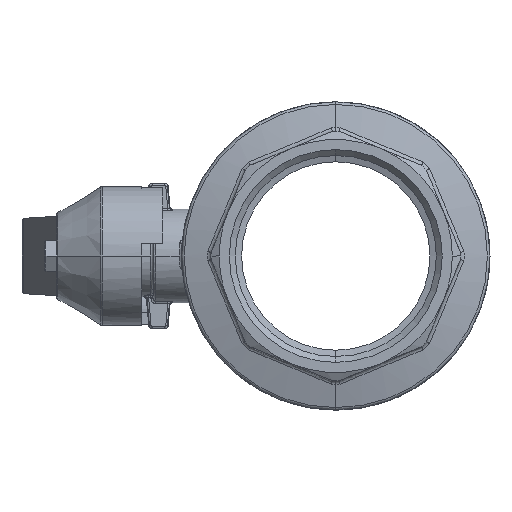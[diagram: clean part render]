
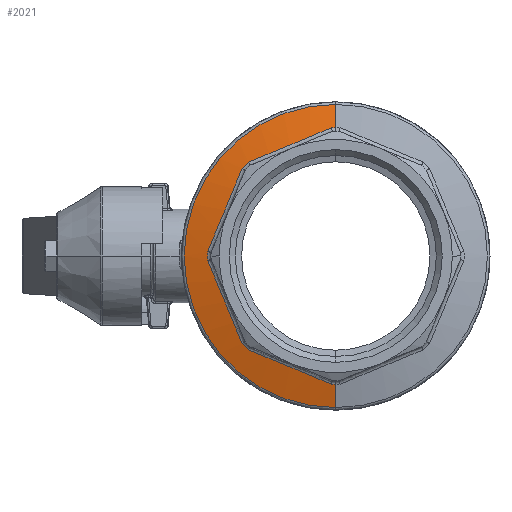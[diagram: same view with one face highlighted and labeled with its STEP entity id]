
A CAD part, left-side view. The second image highlights one B-rep face of the part: STEP entity #2021.
In plain terms, the highlighted conical face has half-angle 75.041 degrees and reference radius 52.846 mm.
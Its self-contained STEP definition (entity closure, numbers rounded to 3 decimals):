
#2021=ADVANCED_FACE('',(#4731),#4732,.T.);
#4731=FACE_OUTER_BOUND('',#12852,.T.);
#4732=CONICAL_SURFACE('',#12853,52.846,1.31);
#12852=EDGE_LOOP('',(#22631,#22632,#22633,#22634,#22635,#22636,#22637,#22638,#22639,#22640,#22641,#22642));
#12853=AXIS2_PLACEMENT_3D('',#22643,#22644,#22645);
#22631=ORIENTED_EDGE('',*,*,#28891,.T.);
#22632=ORIENTED_EDGE('',*,*,#28163,.T.);
#22633=ORIENTED_EDGE('',*,*,#28901,.T.);
#22634=ORIENTED_EDGE('',*,*,#28913,.F.);
#22635=ORIENTED_EDGE('',*,*,#30114,.F.);
#22636=ORIENTED_EDGE('',*,*,#30109,.F.);
#22637=ORIENTED_EDGE('',*,*,#30104,.F.);
#22638=ORIENTED_EDGE('',*,*,#30100,.F.);
#22639=ORIENTED_EDGE('',*,*,#30095,.F.);
#22640=ORIENTED_EDGE('',*,*,#30090,.F.);
#22641=ORIENTED_EDGE('',*,*,#30083,.F.);
#22642=ORIENTED_EDGE('',*,*,#28916,.F.);
#22643=CARTESIAN_POINT('',(-50.382,0.0,0.0));
#22644=DIRECTION('',(1.0,-0.0,-0.0));
#22645=DIRECTION('',(0.0,0.0,1.0));
#28163=EDGE_CURVE('',#32192,#32196,#32198,.T.);
#28891=EDGE_CURVE('',#33503,#32192,#33504,.T.);
#28901=EDGE_CURVE('',#32196,#33521,#33523,.T.);
#28913=EDGE_CURVE('',#33540,#33521,#33542,.T.);
#28916=EDGE_CURVE('',#33503,#33546,#33547,.T.);
#30083=EDGE_CURVE('',#33546,#35255,#35256,.T.);
#30090=EDGE_CURVE('',#35255,#35267,#35268,.T.);
#30095=EDGE_CURVE('',#35267,#35275,#35276,.T.);
#30100=EDGE_CURVE('',#35275,#35282,#35283,.T.);
#30104=EDGE_CURVE('',#35282,#35288,#35289,.T.);
#30109=EDGE_CURVE('',#35288,#35296,#35297,.T.);
#30114=EDGE_CURVE('',#35296,#33540,#35304,.T.);
#32192=VERTEX_POINT('',#38033);
#32196=VERTEX_POINT('',#38037);
#32198=CIRCLE('',#38039,64.388);
#33503=VERTEX_POINT('',#41160);
#33504=LINE('',#41161,#41162);
#33521=VERTEX_POINT('',#41199);
#33523=LINE('',#41201,#41202);
#33540=VERTEX_POINT('',#41226);
#33542=CIRCLE('',#41239,54.484);
#33546=VERTEX_POINT('',#41243);
#33547=CIRCLE('',#41244,54.484);
#35255=VERTEX_POINT('',#46334);
#35256=B_SPLINE_CURVE_WITH_KNOTS('',3,(#46335,#46336,#46337,#46338,#46339,#46340),.UNSPECIFIED.,.F.,.F.,(4,1,1,4),(-7.498,-5.84,-4.735,-3.63),.UNSPECIFIED.);
#35267=VERTEX_POINT('',#46377);
#35268=CIRCLE('',#46378,54.484);
#35275=VERTEX_POINT('',#46406);
#35276=B_SPLINE_CURVE_WITH_KNOTS('',3,(#46407,#46408,#46409,#46410,#46411,#46412),.UNSPECIFIED.,.F.,.F.,(4,1,1,4),(-7.498,-6.393,-5.288,-3.63),.UNSPECIFIED.);
#35282=VERTEX_POINT('',#46434);
#35283=CIRCLE('',#46435,54.484);
#35288=VERTEX_POINT('',#46456);
#35289=B_SPLINE_CURVE_WITH_KNOTS('',3,(#46457,#46458,#46459,#46460,#46461,#46462),.UNSPECIFIED.,.F.,.F.,(4,1,1,4),(-7.498,-6.393,-5.288,-3.63),.UNSPECIFIED.);
#35296=VERTEX_POINT('',#46485);
#35297=CIRCLE('',#46486,54.484);
#35304=B_SPLINE_CURVE_WITH_KNOTS('',3,(#46514,#46515,#46516,#46517,#46518,#46519),.UNSPECIFIED.,.F.,.F.,(4,1,1,4),(-7.498,-6.393,-5.288,-3.63),.UNSPECIFIED.);
#38033=CARTESIAN_POINT('',(-47.298,0.0,64.388));
#38037=CARTESIAN_POINT('',(-47.298,0.,-64.388));
#38039=AXIS2_PLACEMENT_3D('',#52652,#52653,#52654);
#41160=CARTESIAN_POINT('',(-49.944,0.,54.484));
#41161=CARTESIAN_POINT('',(-50.382,0.,52.846));
#41162=VECTOR('',#53602,1.0);
#41199=CARTESIAN_POINT('',(-49.944,0.,-54.484));
#41201=CARTESIAN_POINT('',(-50.382,0.,-52.846));
#41202=VECTOR('',#53618,1.0);
#41226=CARTESIAN_POINT('',(-49.944,1.854,-54.452));
#41239=AXIS2_PLACEMENT_3D('',#53636,#53637,#53638);
#41243=CARTESIAN_POINT('',(-49.944,1.854,54.452));
#41244=AXIS2_PLACEMENT_3D('',#53642,#53643,#53644);
#46334=CARTESIAN_POINT('',(-49.944,37.193,39.814));
#46335=CARTESIAN_POINT('',(-49.944,1.854,54.452));
#46336=CARTESIAN_POINT('',(-50.46,6.887,52.349));
#46337=CARTESIAN_POINT('',(-50.994,15.297,48.843));
#46338=CARTESIAN_POINT('',(-50.804,27.092,43.966));
#46339=CARTESIAN_POINT('',(-50.288,33.828,41.195));
#46340=CARTESIAN_POINT('',(-49.944,37.193,39.814));
#46377=CARTESIAN_POINT('',(-49.944,39.814,37.193));
#46378=AXIS2_PLACEMENT_3D('',#54938,#54939,#54940);
#46406=CARTESIAN_POINT('',(-49.944,54.452,1.854));
#46407=CARTESIAN_POINT('',(-49.944,39.814,37.193));
#46408=CARTESIAN_POINT('',(-50.288,41.195,33.828));
#46409=CARTESIAN_POINT('',(-50.804,43.966,27.092));
#46410=CARTESIAN_POINT('',(-50.994,48.843,15.297));
#46411=CARTESIAN_POINT('',(-50.46,52.349,6.887));
#46412=CARTESIAN_POINT('',(-49.944,54.452,1.854));
#46434=CARTESIAN_POINT('',(-49.944,54.452,-1.854));
#46435=AXIS2_PLACEMENT_3D('',#54944,#54945,#54946);
#46456=CARTESIAN_POINT('',(-49.944,39.814,-37.193));
#46457=CARTESIAN_POINT('',(-49.944,54.452,-1.854));
#46458=CARTESIAN_POINT('',(-50.288,53.05,-5.209));
#46459=CARTESIAN_POINT('',(-50.804,50.246,-11.931));
#46460=CARTESIAN_POINT('',(-50.994,45.354,-23.721));
#46461=CARTESIAN_POINT('',(-50.46,41.886,-32.146));
#46462=CARTESIAN_POINT('',(-49.944,39.814,-37.193));
#46485=CARTESIAN_POINT('',(-49.944,37.193,-39.814));
#46486=AXIS2_PLACEMENT_3D('',#54950,#54951,#54952);
#46514=CARTESIAN_POINT('',(-49.944,37.193,-39.814));
#46515=CARTESIAN_POINT('',(-50.288,33.828,-41.195));
#46516=CARTESIAN_POINT('',(-50.804,27.092,-43.966));
#46517=CARTESIAN_POINT('',(-50.994,15.297,-48.843));
#46518=CARTESIAN_POINT('',(-50.46,6.887,-52.349));
#46519=CARTESIAN_POINT('',(-49.944,1.854,-54.452));
#52652=CARTESIAN_POINT('',(-47.298,0.0,0.0));
#52653=DIRECTION('',(-1.0,0.0,0.0));
#52654=DIRECTION('',(0.0,0.0,1.0));
#53602=DIRECTION('',(0.258,0.,0.966));
#53618=DIRECTION('',(-0.258,0.,0.966));
#53636=CARTESIAN_POINT('',(-49.944,0.,0.0));
#53637=DIRECTION('',(-1.0,0.0,0.0));
#53638=DIRECTION('',(0.0,0.0,-1.0));
#53642=CARTESIAN_POINT('',(-49.944,0.,0.0));
#53643=DIRECTION('',(-1.0,0.0,0.0));
#53644=DIRECTION('',(0.0,0.,1.0));
#54938=CARTESIAN_POINT('',(-49.944,0.0,0.0));
#54939=DIRECTION('',(-1.0,0.0,0.0));
#54940=DIRECTION('',(0.0,0.707,0.707));
#54944=CARTESIAN_POINT('',(-49.944,0.0,0.));
#54945=DIRECTION('',(-1.0,0.0,0.0));
#54946=DIRECTION('',(0.0,1.0,0.));
#54950=CARTESIAN_POINT('',(-49.944,0.,0.));
#54951=DIRECTION('',(-1.0,0.0,0.0));
#54952=DIRECTION('',(0.0,0.707,-0.707));
